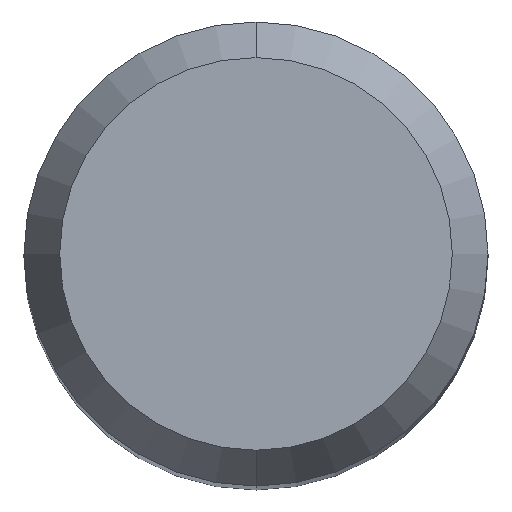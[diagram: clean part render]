
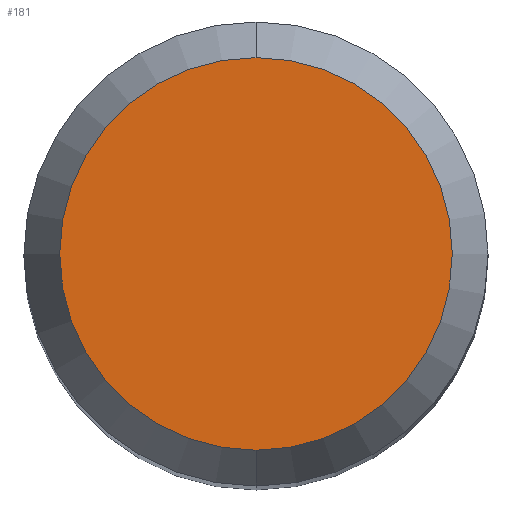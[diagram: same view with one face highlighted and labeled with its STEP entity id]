
A CAD part, top view. The second image highlights one B-rep face of the part: STEP entity #181.
In plain terms, the highlighted planar face has unit normal (0, 0, 1).
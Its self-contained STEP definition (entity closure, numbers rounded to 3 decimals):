
#181=ADVANCED_FACE('',(#461),#462,.T.);
#253=EDGE_CURVE('',#315,#295,#542,.T.);
#295=VERTEX_POINT('',#589);
#315=VERTEX_POINT('',#611);
#403=EDGE_CURVE('',#295,#315,#703,.T.);
#461=FACE_OUTER_BOUND('',#785,.T.);
#462=PLANE('',#786);
#542=CIRCLE('',#973,2.538);
#589=CARTESIAN_POINT('',(0.0,2.538,28.935));
#611=CARTESIAN_POINT('',(0.,-2.538,28.935));
#703=CIRCLE('',#1320,2.538);
#785=EDGE_LOOP('',(#1382,#1383));
#786=AXIS2_PLACEMENT_3D('',#1384,#1385,#1386);
#973=AXIS2_PLACEMENT_3D('',#1492,#1493,#1494);
#1320=AXIS2_PLACEMENT_3D('',#1637,#1638,#1639);
#1382=ORIENTED_EDGE('',*,*,#403,.F.);
#1383=ORIENTED_EDGE('',*,*,#253,.F.);
#1384=CARTESIAN_POINT('',(0.0,1.269,28.935));
#1385=DIRECTION('',(-0.0,0.0,1.0));
#1386=DIRECTION('',(0.0,-1.0,0.0));
#1492=CARTESIAN_POINT('',(0.0,0.0,28.935));
#1493=DIRECTION('',(0.0,0.0,-1.0));
#1494=DIRECTION('',(0.0,1.0,0.0));
#1637=CARTESIAN_POINT('',(0.0,0.0,28.935));
#1638=DIRECTION('',(0.0,0.0,-1.0));
#1639=DIRECTION('',(0.0,1.0,0.0));
